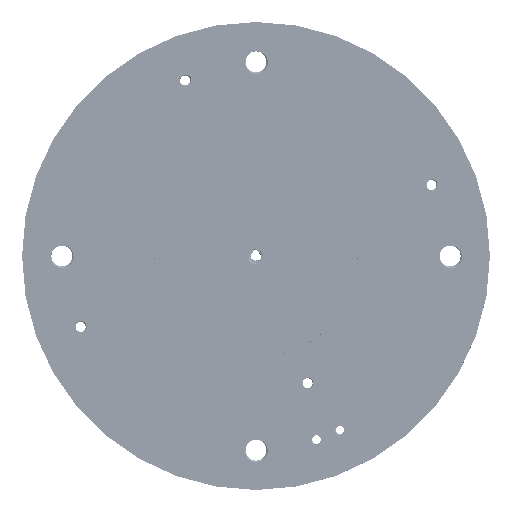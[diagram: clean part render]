
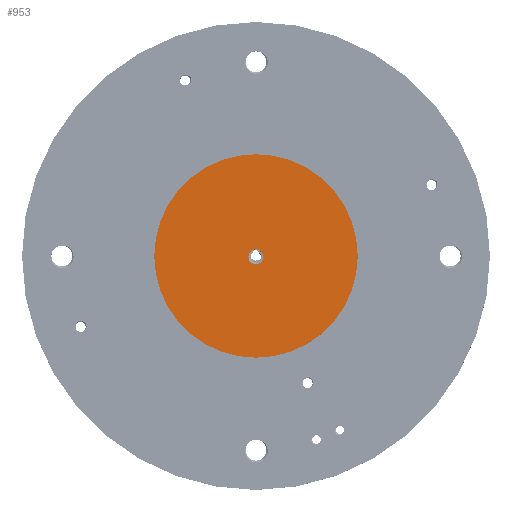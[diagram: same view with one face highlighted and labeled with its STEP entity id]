
A CAD part, top view. The second image highlights one B-rep face of the part: STEP entity #953.
In plain terms, the highlighted planar face has unit normal (0, 0, 1).
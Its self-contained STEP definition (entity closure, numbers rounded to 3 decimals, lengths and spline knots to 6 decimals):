
#138=CIRCLE('',#1043,0.05);
#139=CIRCLE('',#1045,0.003375);
#311=ORIENTED_EDGE('',*,*,#540,.F.);
#312=ORIENTED_EDGE('',*,*,#541,.F.);
#313=ORIENTED_EDGE('',*,*,#542,.F.);
#314=ORIENTED_EDGE('',*,*,#543,.T.);
#315=ORIENTED_EDGE('',*,*,#539,.T.);
#539=EDGE_CURVE('',#667,#667,#138,.T.);
#540=EDGE_CURVE('',#668,#669,#735,.T.);
#541=EDGE_CURVE('',#670,#668,#736,.T.);
#542=EDGE_CURVE('',#671,#670,#737,.T.);
#543=EDGE_CURVE('',#671,#669,#139,.T.);
#667=VERTEX_POINT('',#8114);
#668=VERTEX_POINT('',#8123);
#669=VERTEX_POINT('',#8124);
#670=VERTEX_POINT('',#8129);
#671=VERTEX_POINT('',#8136);
#735=B_SPLINE_CURVE_WITH_KNOTS('',3,(#8116,#8117,#8118,#8119,#8120,#8121,
#8122),.UNSPECIFIED.,.F.,.F.,(4,1,1,1,4),(0.,0.001826,0.003652,
0.005477,0.007303),.UNSPECIFIED.);
#736=B_SPLINE_CURVE_WITH_KNOTS('',3,(#8125,#8126,#8127,#8128),
 .UNSPECIFIED.,.F.,.F.,(4,4),(0.,0.003187),
 .UNSPECIFIED.);
#737=B_SPLINE_CURVE_WITH_KNOTS('',3,(#8130,#8131,#8132,#8133,#8134,#8135),
 .UNSPECIFIED.,.F.,.F.,(4,1,1,4),(0.,0.001811,0.003623,
0.007246),.UNSPECIFIED.);
#798=EDGE_LOOP('',(#311,#312,#313,#314));
#799=EDGE_LOOP('',(#315));
#888=FACE_BOUND('',#798,.T.);
#889=FACE_BOUND('',#799,.T.);
#924=PLANE('',#1044);
#953=ADVANCED_FACE('',(#888,#889),#924,.T.);
#1043=AXIS2_PLACEMENT_3D('',#8113,#1151,#1152);
#1044=AXIS2_PLACEMENT_3D('',#8115,#1153,#1154);
#1045=AXIS2_PLACEMENT_3D('',#8137,#1155,#1156);
#1151=DIRECTION('',(0.,0.,1.));
#1152=DIRECTION('',(1.,0.,0.));
#1153=DIRECTION('',(0.,0.,1.));
#1154=DIRECTION('',(1.,0.,0.));
#1155=DIRECTION('',(0.,0.,-1.));
#1156=DIRECTION('',(-1.,0.,0.));
#8113=CARTESIAN_POINT('',(0.,0.,0.0245));
#8114=CARTESIAN_POINT('',(0.05,0.,0.0245));
#8115=CARTESIAN_POINT('',(0.,0.,0.0245));
#8116=CARTESIAN_POINT('',(0.000912,-0.003948,0.0245));
#8117=CARTESIAN_POINT('',(0.001499,-0.003757,0.0245));
#8118=CARTESIAN_POINT('',(0.002577,-0.003123,0.0245));
#8119=CARTESIAN_POINT('',(0.00357,-0.001521,0.0245));
#8120=CARTESIAN_POINT('',(0.003705,0.000377,0.0245));
#8121=CARTESIAN_POINT('',(0.003152,0.001511,0.0245));
#8122=CARTESIAN_POINT('',(0.002739,0.001971,0.0245));
#8123=CARTESIAN_POINT('',(0.000912,-0.003948,0.0245));
#8124=CARTESIAN_POINT('',(0.002739,0.001971,0.0245));
#8125=CARTESIAN_POINT('',(-0.002125,-0.003449,0.0245));
#8126=CARTESIAN_POINT('',(-0.001256,-0.00406,0.0245));
#8127=CARTESIAN_POINT('',(-0.000106,-0.004255,0.0245));
#8128=CARTESIAN_POINT('',(0.000912,-0.003948,0.0245));
#8129=CARTESIAN_POINT('',(-0.002125,-0.003449,0.0245));
#8130=CARTESIAN_POINT('',(-0.002004,0.002716,0.0245));
#8131=CARTESIAN_POINT('',(-0.00253,0.002402,0.0245));
#8132=CARTESIAN_POINT('',(-0.0034,0.001509,0.0245));
#8133=CARTESIAN_POINT('',(-0.004021,-0.000927,0.0245));
#8134=CARTESIAN_POINT('',(-0.003114,-0.002728,0.0245));
#8135=CARTESIAN_POINT('',(-0.002125,-0.003449,0.0245));
#8136=CARTESIAN_POINT('',(-0.002004,0.002716,0.0245));
#8137=CARTESIAN_POINT('',(0.,0.,0.0245));
